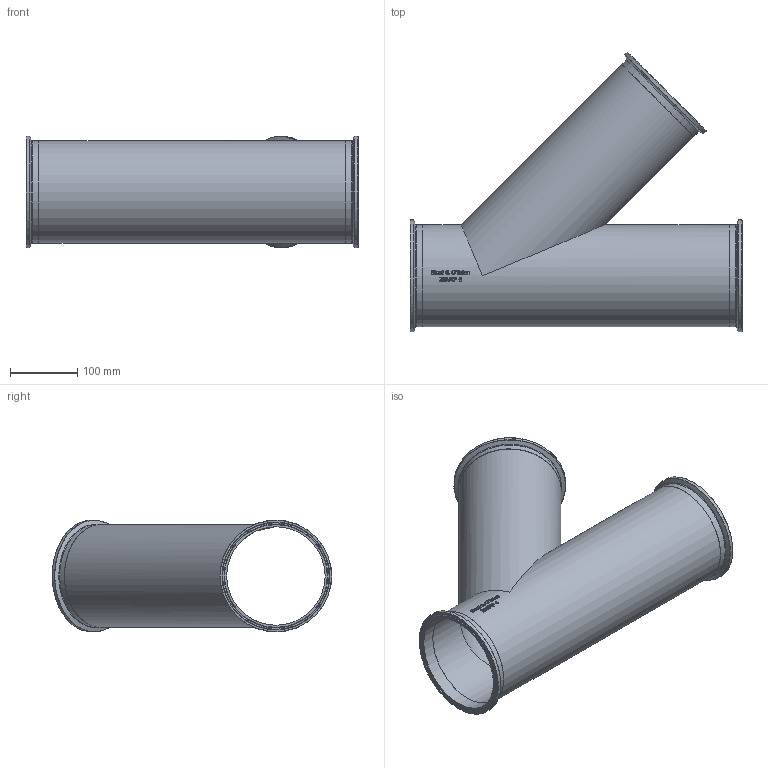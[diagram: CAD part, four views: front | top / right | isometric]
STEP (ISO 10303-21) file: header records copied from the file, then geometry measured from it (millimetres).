
FILE_DESCRIPTION(/* description */ (''),/* implementation_level */ '2;1');
FILE_NAME(/* name */ '28AMP-6.stp',/* time_stamp */ '2021-05-17T15:00:52-04:00',/* author */ ('rick'),/* organization */ (''),/* preprocessor_version */ 'ST-DEVELOPER v18',/* originating_system */ 'Autodesk Inventor 2020',/* authorisation */ '');
FILE_SCHEMA (('AUTOMOTIVE_DESIGN { 1 0 10303 214 3 1 1 }'));
Length unit declared in the file: inch
Products named in the file (1): 28AMP-6
Bounding box: 495.3 x 417.15 x 166.88 mm (x, y, z)
Volume: 1045427.6 mm3; surface area: 730316.9 mm2
Topology: 1 solids, 1 shells, 394 faces, 1105 edges, 757 vertices
Faces by surface type: bspline 176, plane 138, cylinder 47, torus 24, cone 9
Full cylindrical faces by diameter (mm): 146.863 x5, 152.4 x5, 166.878 x3
Entity records: 16716 total; most frequent: CARTESIAN_POINT 7261, ORIENTED_EDGE 2210, DIRECTION 1500, EDGE_CURVE 1105, VERTEX_POINT 757, AXIS2_PLACEMENT_3D 528, LINE 444, VECTOR 444
